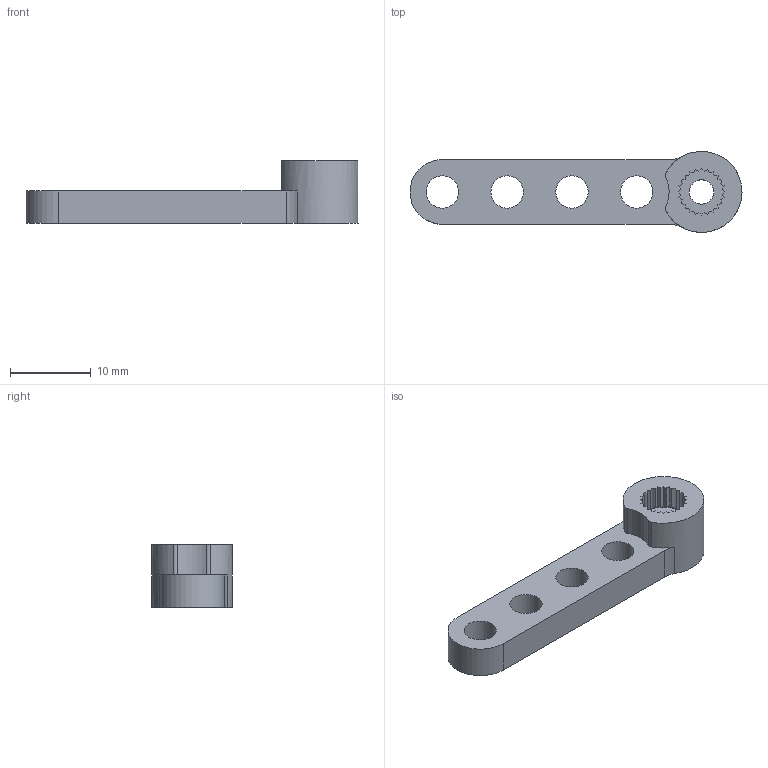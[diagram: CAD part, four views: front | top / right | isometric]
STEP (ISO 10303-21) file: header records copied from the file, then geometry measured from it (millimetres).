
FILE_DESCRIPTION( ( '' ), ' ' );
FILE_NAME( '5a2ade295214870eedd3ec30.step', '2017-12-08T18:47:05', ( '' ), ( '' ), ' ', ' ', ' ' );
FILE_SCHEMA( ( 'AUTOMOTIVE_DESIGN { 1 0 10303 214 1 1 1 1 }' ) );
Length unit declared in the file: metre
Products named in the file (1): 1900-0024-0104
Bounding box: 41 x 10 x 7.75 mm (x, y, z)
Volume: 1164.9 mm3; surface area: 1402.1 mm2
Topology: 1 solids, 1 shells, 70 faces, 197 edges, 132 vertices
Faces by surface type: plane 56, cylinder 14
Full cylindrical faces by diameter (mm): 3 x1, 4 x4, 6.5 x1, 7 x1
Entity records: 2790 total; most frequent: CARTESIAN_POINT 389, ORIENTED_EDGE 376, DIRECTION 360, EDGE_CURVE 188, LINE 158, VECTOR 158, VERTEX_POINT 130, AXIS2_PLACEMENT_3D 101
